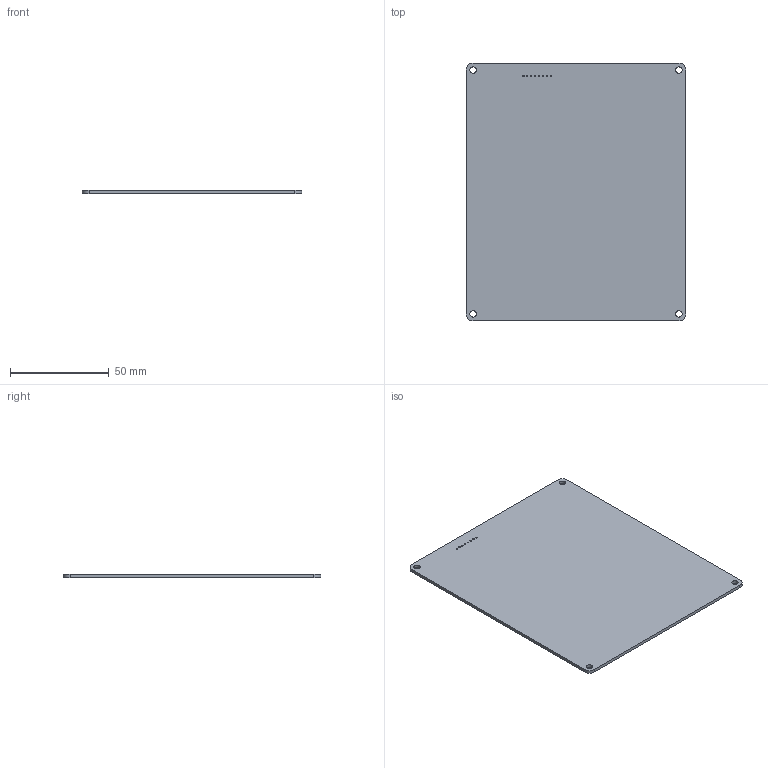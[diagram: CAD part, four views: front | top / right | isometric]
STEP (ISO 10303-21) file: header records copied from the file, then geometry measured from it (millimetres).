
FILE_DESCRIPTION(('KiCad electronic assembly'),'2;1');
FILE_NAME('capTouch.step','2022-06-09T20:53:09',('Pcbnew'),('Kicad'), 'Open CASCADE STEP processor 7.5','KiCad to STEP converter','Unknown' );
FILE_SCHEMA(('AUTOMOTIVE_DESIGN { 1 0 10303 214 1 1 1 1 }'));
Length unit declared in the file: millimetre
Products named in the file (2): capTouch 1; capTouch PCB
Assembly tree (1 placements, depth 2):
  capTouch 1
    capTouch PCB
Bounding box: 111.25 x 130.56 x 1.6 mm (x, y, z)
Volume: 23164.9 mm3; surface area: 29814.6 mm2
Topology: 1 solids, 1 shells, 23 faces, 63 edges, 42 vertices
Faces by surface type: cylinder 16, plane 7
Full cylindrical faces by diameter (mm): 0.75 x8, 3.2 x4
Entity records: 1663 total; most frequent: DIRECTION 271, CARTESIAN_POINT 256, ORIENTED_EDGE 126, PCURVE 126, DEFINITIONAL_REPRESENTATION 126, LINE 125, VECTOR 125, CIRCLE 64
